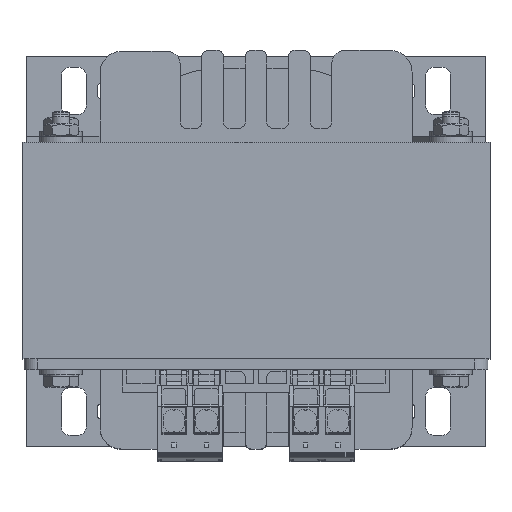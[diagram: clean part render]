
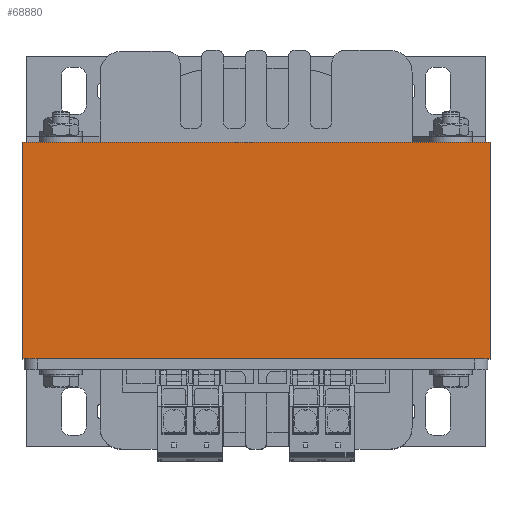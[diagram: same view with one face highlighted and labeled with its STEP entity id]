
A CAD part, top view. The second image highlights one B-rep face of the part: STEP entity #68880.
In plain terms, the highlighted planar face has unit normal (0, 0, 1).
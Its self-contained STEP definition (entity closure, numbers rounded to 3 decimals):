
#2278=FACE_OUTER_BOUND('',#5876,.T.);
#5876=EDGE_LOOP('',(#43951,#43952,#43953,#43954));
#9616=LINE('',#95552,#18415);
#9647=LINE('',#95630,#18446);
#9648=LINE('',#95632,#18447);
#9649=LINE('',#95633,#18448);
#18415=VECTOR('',#77409,1.);
#18446=VECTOR('',#77482,1.);
#18447=VECTOR('',#77483,1.);
#18448=VECTOR('',#77484,1.);
#27213=VERTEX_POINT('',#95548);
#27215=VERTEX_POINT('',#95551);
#27241=VERTEX_POINT('',#95629);
#27242=VERTEX_POINT('',#95631);
#33796=EDGE_CURVE('',#27215,#27213,#9616,.T.);
#33835=EDGE_CURVE('',#27241,#27213,#9647,.T.);
#33836=EDGE_CURVE('',#27241,#27242,#9648,.T.);
#33837=EDGE_CURVE('',#27242,#27215,#9649,.T.);
#43951=ORIENTED_EDGE('',*,*,#33835,.F.);
#43952=ORIENTED_EDGE('',*,*,#33836,.T.);
#43953=ORIENTED_EDGE('',*,*,#33837,.T.);
#43954=ORIENTED_EDGE('',*,*,#33796,.T.);
#64080=PLANE('',#72753);
#68880=ADVANCED_FACE('',(#2278),#64080,.T.);
#72753=AXIS2_PLACEMENT_3D('',#95628,#77480,#77481);
#77409=DIRECTION('',(1.,0.,0.));
#77480=DIRECTION('center_axis',(0.,0.,1.));
#77481=DIRECTION('ref_axis',(0.,-1.,0.));
#77482=DIRECTION('',(0.,-1.,0.));
#77483=DIRECTION('',(-1.,0.,0.));
#77484=DIRECTION('',(0.,-1.,0.));
#95548=CARTESIAN_POINT('',(233.772,-58.809,62.5));
#95551=CARTESIAN_POINT('',(125.772,-58.809,62.5));
#95552=CARTESIAN_POINT('',(233.772,-58.809,62.5));
#95628=CARTESIAN_POINT('Origin',(125.772,-8.809,62.5));
#95629=CARTESIAN_POINT('',(233.772,-8.809,62.5));
#95630=CARTESIAN_POINT('',(233.772,-8.809,62.5));
#95631=CARTESIAN_POINT('',(125.772,-8.809,62.5));
#95632=CARTESIAN_POINT('',(233.772,-8.809,62.5));
#95633=CARTESIAN_POINT('',(125.772,-8.809,62.5));
